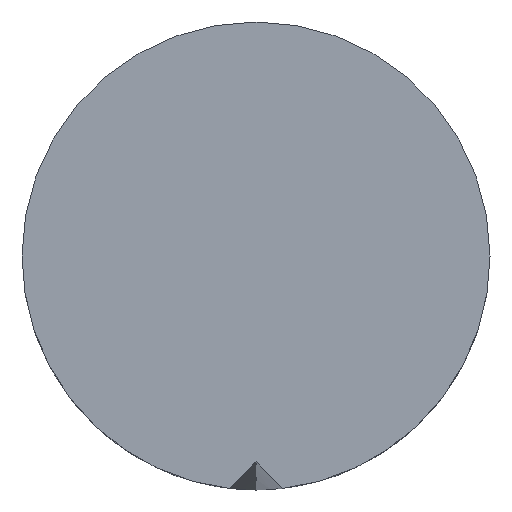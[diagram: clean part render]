
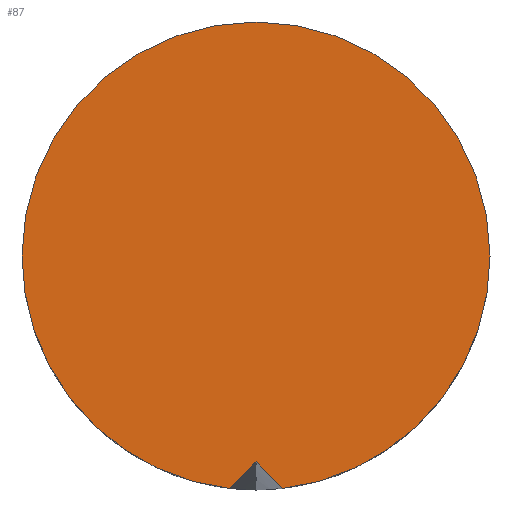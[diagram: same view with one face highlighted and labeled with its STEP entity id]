
A CAD part, left-side view. The second image highlights one B-rep face of the part: STEP entity #87.
In plain terms, the highlighted planar face has unit normal (-1, 0, 0).
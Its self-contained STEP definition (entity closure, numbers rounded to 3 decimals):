
#1 = DIRECTION ( 'NONE',  ( 1., 0., 0. ) ) ;
#2 = DIRECTION ( 'NONE',  ( 0., -0.112, -0.994 ) ) ;
#12 = PLANE ( 'NONE',  #156 ) ;
#21 = DIRECTION ( 'NONE',  ( 1., 0., 0. ) ) ;
#25 = CARTESIAN_POINT ( 'NONE',  ( 0., -0.938, -11.954 ) ) ;
#50 = CARTESIAN_POINT ( 'NONE',  ( 0., 0., -11. ) ) ;
#69 = CARTESIAN_POINT ( 'NONE',  ( 0., -1.397, -12.422 ) ) ;
#81 = ORIENTED_EDGE ( 'NONE', *, *, #263, .T. ) ;
#87 = ADVANCED_FACE ( 'NONE', ( #252 ), #12, .F. ) ;
#92 = CARTESIAN_POINT ( 'NONE',  ( 0., 1.397, -12.422 ) ) ;
#95 = VERTEX_POINT ( 'NONE', #153 ) ;
#110 = EDGE_CURVE ( 'NONE', #95, #150, #186, .T. ) ;
#111 = CARTESIAN_POINT ( 'NONE',  ( 0., 0., 0. ) ) ;
#115 = CIRCLE ( 'NONE', #164, 12.5 ) ;
#117 = CARTESIAN_POINT ( 'NONE',  ( 0., 0., 0. ) ) ;
#122 = ORIENTED_EDGE ( 'NONE', *, *, #290, .T. ) ;
#125 = CARTESIAN_POINT ( 'NONE',  ( 0., 0., 0. ) ) ;
#129 = DIRECTION ( 'NONE',  ( 0., 1., 0. ) ) ;
#139 = DIRECTION ( 'NONE',  ( 0., 1., 0. ) ) ;
#145 = AXIS2_PLACEMENT_3D ( 'NONE', #190, #1, #139 ) ;
#146 = B_SPLINE_CURVE_WITH_KNOTS ( 'NONE', 3,
 ( #50, #264, #296, #25, #216, #214 ),
 .UNSPECIFIED., .F., .F.,
 ( 4, 1, 1, 4 ),
 ( 0., 0.333, 0.667, 1. ),
 .UNSPECIFIED. ) ;
#147 = VERTEX_POINT ( 'NONE', #69 ) ;
#150 = VERTEX_POINT ( 'NONE', #92 ) ;
#153 = CARTESIAN_POINT ( 'NONE',  ( 0., 12.5, 0. ) ) ;
#156 = AXIS2_PLACEMENT_3D ( 'NONE', #125, #21, #129 ) ;
#157 = CARTESIAN_POINT ( 'NONE',  ( 0., 1.245, -12.266 ) ) ;
#161 = DIRECTION ( 'NONE',  ( -1., 0., 0. ) ) ;
#164 = AXIS2_PLACEMENT_3D ( 'NONE', #117, #161, #2 ) ;
#167 = B_SPLINE_CURVE_WITH_KNOTS ( 'NONE', 3,
 ( #315, #182, #310, #229, #157, #184 ),
 .UNSPECIFIED., .F., .F.,
 ( 4, 1, 1, 4 ),
 ( 0., 0.333, 0.667, 1. ),
 .UNSPECIFIED. ) ;
#182 = CARTESIAN_POINT ( 'NONE',  ( 0., 0.158, -11.161 ) ) ;
#183 = DIRECTION ( 'NONE',  ( 0., 1., 0. ) ) ;
#184 = CARTESIAN_POINT ( 'NONE',  ( 0., 1.397, -12.422 ) ) ;
#186 = CIRCLE ( 'NONE', #286, 12.5 ) ;
#190 = CARTESIAN_POINT ( 'NONE',  ( 0., 0., 0. ) ) ;
#194 = CARTESIAN_POINT ( 'NONE',  ( 0., 0., -11. ) ) ;
#195 = EDGE_LOOP ( 'NONE', ( #122, #81, #200, #276, #237 ) ) ;
#200 = ORIENTED_EDGE ( 'NONE', *, *, #274, .F. ) ;
#214 = CARTESIAN_POINT ( 'NONE',  ( 0., -1.397, -12.422 ) ) ;
#216 = CARTESIAN_POINT ( 'NONE',  ( 0., -1.245, -12.266 ) ) ;
#224 = EDGE_CURVE ( 'NONE', #316, #150, #167, .T. ) ;
#229 = CARTESIAN_POINT ( 'NONE',  ( 0., 0.938, -11.954 ) ) ;
#237 = ORIENTED_EDGE ( 'NONE', *, *, #224, .F. ) ;
#252 = FACE_OUTER_BOUND ( 'NONE', #195, .T. ) ;
#263 = EDGE_CURVE ( 'NONE', #147, #283, #115, .T. ) ;
#264 = CARTESIAN_POINT ( 'NONE',  ( 0., -0.158, -11.161 ) ) ;
#273 = CIRCLE ( 'NONE', #145, 12.5 ) ;
#274 = EDGE_CURVE ( 'NONE', #95, #283, #273, .T. ) ;
#276 = ORIENTED_EDGE ( 'NONE', *, *, #110, .T. ) ;
#283 = VERTEX_POINT ( 'NONE', #294 ) ;
#286 = AXIS2_PLACEMENT_3D ( 'NONE', #111, #287, #183 ) ;
#287 = DIRECTION ( 'NONE',  ( -1., 0., 0. ) ) ;
#290 = EDGE_CURVE ( 'NONE', #316, #147, #146, .T. ) ;
#294 = CARTESIAN_POINT ( 'NONE',  ( 0., -12.5, 0. ) ) ;
#296 = CARTESIAN_POINT ( 'NONE',  ( 0., -0.472, -11.48 ) ) ;
#310 = CARTESIAN_POINT ( 'NONE',  ( 0., 0.472, -11.48 ) ) ;
#315 = CARTESIAN_POINT ( 'NONE',  ( 0., 0., -11. ) ) ;
#316 = VERTEX_POINT ( 'NONE', #194 ) ;
